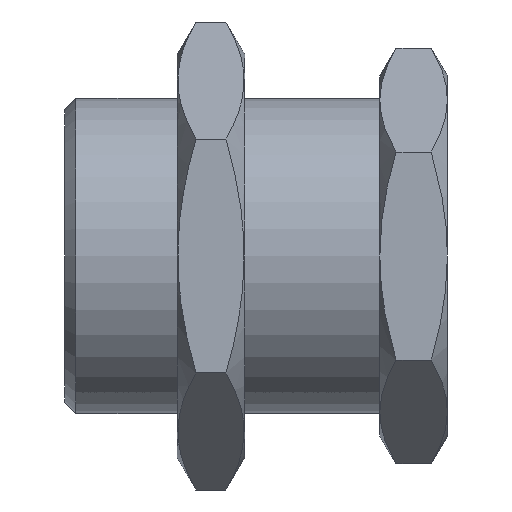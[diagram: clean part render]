
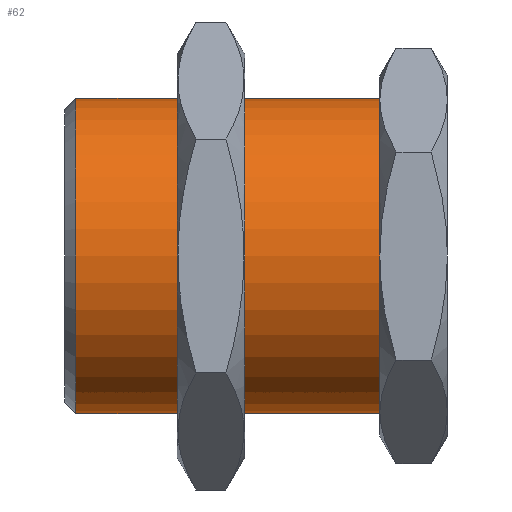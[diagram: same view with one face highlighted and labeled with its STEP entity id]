
A CAD part, front view. The second image highlights one B-rep face of the part: STEP entity #62.
In plain terms, the highlighted cylindrical face has radius 14 mm (diameter 28 mm), a partial arc.
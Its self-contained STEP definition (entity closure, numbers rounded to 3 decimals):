
#57 = EDGE_CURVE ( 'NONE', #91, #90, #521, .T. ) ;
#58 = EDGE_CURVE ( 'NONE', #68, #78, #569, .T. ) ;
#60 = EDGE_LOOP ( 'NONE', ( #67, #69, #1885, #1882 ) ) ;
#62 = ADVANCED_FACE ( 'NONE', ( #564 ), #563, .T. ) ;
#67 = ORIENTED_EDGE ( 'NONE', *, *, #76, .F. ) ;
#68 = VERTEX_POINT ( 'NONE', #595 ) ;
#69 = ORIENTED_EDGE ( 'NONE', *, *, #58, .T. ) ;
#74 = EDGE_CURVE ( 'NONE', #78, #90, #635, .T. ) ;
#76 = EDGE_CURVE ( 'NONE', #68, #91, #631, .T. ) ;
#78 = VERTEX_POINT ( 'NONE', #627 ) ;
#90 = VERTEX_POINT ( 'NONE', #666 ) ;
#91 = VERTEX_POINT ( 'NONE', #665 ) ;
#521 = CIRCLE ( 'NONE', #573, 14. ) ;
#550 = DIRECTION ( 'NONE',  ( 0., 0., 1. ) ) ;
#559 = CARTESIAN_POINT ( 'NONE',  ( -3.123, 0., 0. ) ) ;
#560 = AXIS2_PLACEMENT_3D ( 'NONE', #559, #561, #550 ) ;
#561 = DIRECTION ( 'NONE',  ( -1., 0., 0. ) ) ;
#563 = CYLINDRICAL_SURFACE ( 'NONE', #560, 14. ) ;
#564 = FACE_OUTER_BOUND ( 'NONE', #60, .T. ) ;
#565 = DIRECTION ( 'NONE',  ( 0., 0., 1. ) ) ;
#566 = DIRECTION ( 'NONE',  ( -1., 0., 0. ) ) ;
#567 = CARTESIAN_POINT ( 'NONE',  ( 28., 0., 0. ) ) ;
#568 = AXIS2_PLACEMENT_3D ( 'NONE', #567, #566, #565 ) ;
#569 = CIRCLE ( 'NONE', #568, 14. ) ;
#570 = DIRECTION ( 'NONE',  ( 0., 0., 1. ) ) ;
#571 = DIRECTION ( 'NONE',  ( -1., 0., 0. ) ) ;
#572 = CARTESIAN_POINT ( 'NONE',  ( 1., 0., 0. ) ) ;
#573 = AXIS2_PLACEMENT_3D ( 'NONE', #572, #571, #570 ) ;
#595 = CARTESIAN_POINT ( 'NONE',  ( 28., 0., -14. ) ) ;
#627 = CARTESIAN_POINT ( 'NONE',  ( 28., 0., 14. ) ) ;
#628 = DIRECTION ( 'NONE',  ( -1., 0., 0. ) ) ;
#629 = VECTOR ( 'NONE', #628, 1000. ) ;
#630 = CARTESIAN_POINT ( 'NONE',  ( -3.123, 0., -14. ) ) ;
#631 = LINE ( 'NONE', #630, #629 ) ;
#632 = DIRECTION ( 'NONE',  ( -1., 0., 0. ) ) ;
#633 = VECTOR ( 'NONE', #632, 1000. ) ;
#634 = CARTESIAN_POINT ( 'NONE',  ( -3.123, 0., 14. ) ) ;
#635 = LINE ( 'NONE', #634, #633 ) ;
#665 = CARTESIAN_POINT ( 'NONE',  ( 1., 0., -14. ) ) ;
#666 = CARTESIAN_POINT ( 'NONE',  ( 1., 0., 14. ) ) ;
#1882 = ORIENTED_EDGE ( 'NONE', *, *, #57, .F. ) ;
#1885 = ORIENTED_EDGE ( 'NONE', *, *, #74, .T. ) ;
